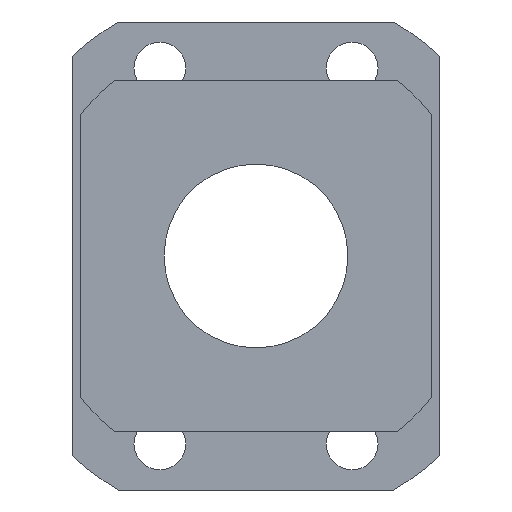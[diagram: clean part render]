
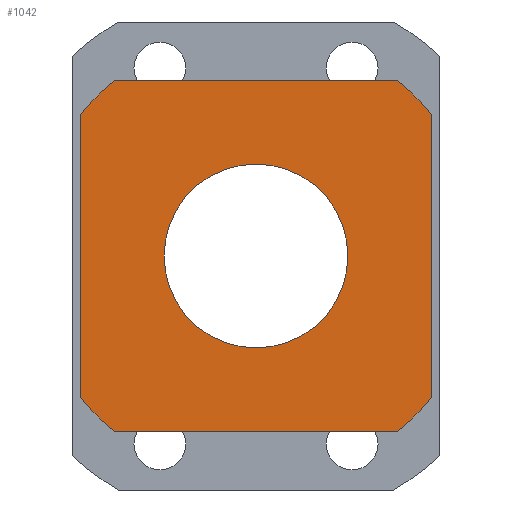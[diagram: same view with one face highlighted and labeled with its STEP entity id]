
A CAD part, left-side view. The second image highlights one B-rep face of the part: STEP entity #1042.
In plain terms, the highlighted planar face has unit normal (-1, 0, 0).
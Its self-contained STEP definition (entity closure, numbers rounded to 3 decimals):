
#71=LINE($,#1985,#143);
#75=LINE($,#1994,#147);
#79=LINE($,#2003,#151);
#83=LINE($,#2012,#155);
#143=VECTOR($,#1387,33.941);
#147=VECTOR($,#1393,33.941);
#151=VECTOR($,#1399,33.941);
#155=VECTOR($,#1405,33.941);
#226=PLANE($,#1150);
#261=FACE_BOUND($,#399,.T.);
#262=FACE_BOUND($,#400,.T.);
#399=EDGE_LOOP($,(#941));
#400=EDGE_LOOP($,(#942,#943,#944,#945,#946,#947,#948,#949));
#412=CIRCLE($,#1054,11.);
#452=CIRCLE($,#1140,27.);
#454=CIRCLE($,#1143,27.);
#456=CIRCLE($,#1146,27.);
#457=CIRCLE($,#1148,27.);
#462=VERTEX_POINT($,#1447);
#547=VERTEX_POINT($,#1982);
#548=VERTEX_POINT($,#1984);
#551=VERTEX_POINT($,#1991);
#552=VERTEX_POINT($,#1993);
#555=VERTEX_POINT($,#2000);
#556=VERTEX_POINT($,#2002);
#559=VERTEX_POINT($,#2009);
#560=VERTEX_POINT($,#2011);
#564=EDGE_CURVE($,#462,#462,#412,.T.);
#681=EDGE_CURVE($,#548,#547,#71,.T.);
#685=EDGE_CURVE($,#552,#551,#75,.T.);
#689=EDGE_CURVE($,#556,#555,#79,.T.);
#693=EDGE_CURVE($,#560,#559,#83,.T.);
#696=EDGE_CURVE($,#560,#555,#452,.T.);
#698=EDGE_CURVE($,#556,#551,#454,.T.);
#700=EDGE_CURVE($,#552,#547,#456,.T.);
#701=EDGE_CURVE($,#548,#559,#457,.T.);
#941=ORIENTED_EDGE($,*,*,#564,.T.);
#942=ORIENTED_EDGE($,*,*,#681,.T.);
#943=ORIENTED_EDGE($,*,*,#700,.F.);
#944=ORIENTED_EDGE($,*,*,#685,.T.);
#945=ORIENTED_EDGE($,*,*,#698,.F.);
#946=ORIENTED_EDGE($,*,*,#689,.T.);
#947=ORIENTED_EDGE($,*,*,#696,.F.);
#948=ORIENTED_EDGE($,*,*,#693,.T.);
#949=ORIENTED_EDGE($,*,*,#701,.F.);
#1042=ADVANCED_FACE($,(#261,#262),#226,.T.);
#1054=AXIS2_PLACEMENT_3D($,#1448,#1167,#1168);
#1140=AXIS2_PLACEMENT_3D($,#2016,#1411,#1412);
#1143=AXIS2_PLACEMENT_3D($,#2019,#1417,#1418);
#1146=AXIS2_PLACEMENT_3D($,#2022,#1423,#1424);
#1148=AXIS2_PLACEMENT_3D($,#2024,#1427,#1428);
#1150=AXIS2_PLACEMENT_3D($,#2026,#1431,#1432);
#1167=DIRECTION('center_axis',(1.,0.,0.));
#1168=DIRECTION('ref_axis',(0.,1.,0.));
#1387=DIRECTION($,(0.,1.,0.));
#1393=DIRECTION($,(0.,0.,-1.));
#1399=DIRECTION($,(0.,-1.,0.));
#1405=DIRECTION($,(0.,0.,1.));
#1411=DIRECTION('center_axis',(1.,0.,0.));
#1412=DIRECTION('ref_axis',(0.,1.,0.));
#1417=DIRECTION('center_axis',(1.,0.,0.));
#1418=DIRECTION('ref_axis',(0.,1.,0.));
#1423=DIRECTION('center_axis',(1.,0.,0.));
#1424=DIRECTION('ref_axis',(0.,1.,0.));
#1427=DIRECTION('center_axis',(1.,0.,0.));
#1428=DIRECTION('ref_axis',(0.,1.,0.));
#1431=DIRECTION('center_axis',(-1.,0.,0.));
#1432=DIRECTION('ref_axis',(0.,0.,1.));
#1447=CARTESIAN_POINT('',(0.,11.,0.));
#1448=CARTESIAN_POINT('Origin',(0.,0.,0.));
#1982=CARTESIAN_POINT('',(0.,16.971,21.));
#1984=CARTESIAN_POINT('',(0.,-16.971,21.));
#1985=CARTESIAN_POINT($,(0.,15.485,21.));
#1991=CARTESIAN_POINT('',(0.,21.,-16.971));
#1993=CARTESIAN_POINT('',(0.,21.,16.971));
#1994=CARTESIAN_POINT($,(0.,21.,-8.485));
#2000=CARTESIAN_POINT('',(0.,-16.971,-21.));
#2002=CARTESIAN_POINT('',(0.,16.971,-21.));
#2003=CARTESIAN_POINT($,(0.,-1.485,-21.));
#2009=CARTESIAN_POINT('',(0.,-21.,16.971));
#2011=CARTESIAN_POINT('',(0.,-21.,-16.971));
#2012=CARTESIAN_POINT($,(0.,-21.,8.485));
#2016=CARTESIAN_POINT('Origin',(0.,0.,0.));
#2019=CARTESIAN_POINT('Origin',(0.,0.,0.));
#2022=CARTESIAN_POINT('Origin',(0.,0.,0.));
#2024=CARTESIAN_POINT('Origin',(0.,0.,0.));
#2026=CARTESIAN_POINT('Origin',(0.,14.,0.));
